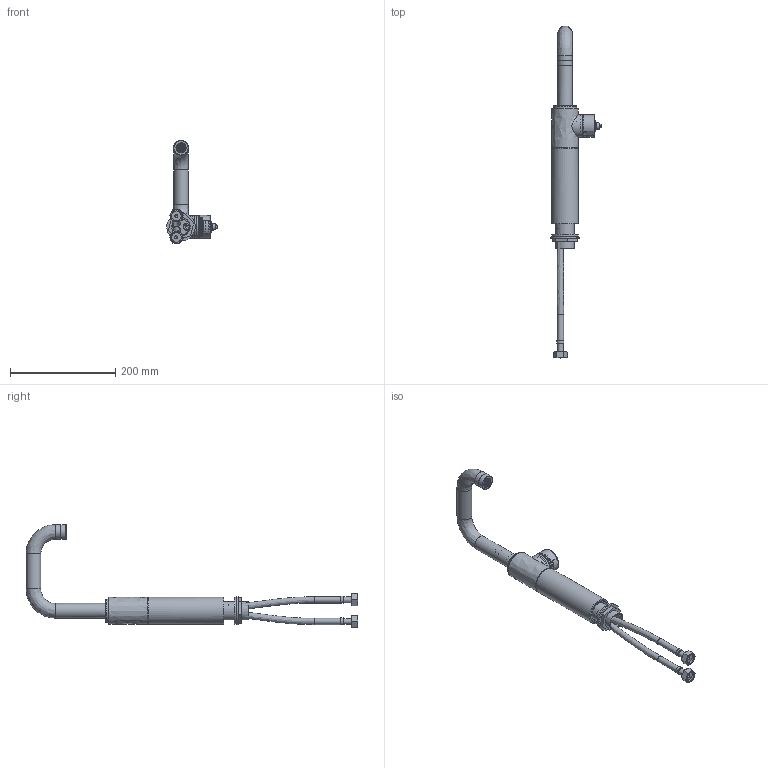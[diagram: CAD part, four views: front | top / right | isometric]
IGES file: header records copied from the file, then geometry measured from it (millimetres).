
Global section: file name: V731-RH-F; native system: Autodesk Inventor 2018; preprocessor: unknown; author: adaniels; date: 20190710.112717; units: millimetre
Bounding box: 95.75 x 631.2 x 195.75 mm (x, y, z)
Volume: 507740.4 mm3; surface area: 245422.6 mm2
Topology: 37 solids, 37 shells, 2229 faces, 5736 edges, 3674 vertices
Faces by surface type: bspline 2229
